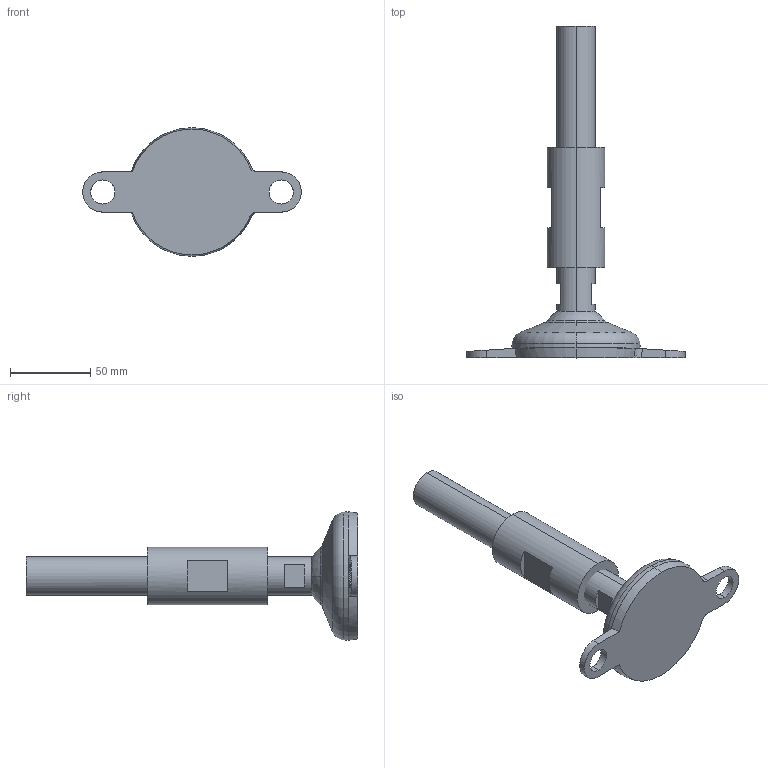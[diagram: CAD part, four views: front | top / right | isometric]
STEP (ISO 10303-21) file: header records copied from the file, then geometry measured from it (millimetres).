
FILE_DESCRIPTION (( 'STEP AP203' ), '1' );
FILE_NAME ('EHLFx2 - HLF82LC-M24-L175-R19.STEP', '2024-09-03T06:13:33', ( '' ), ( '' ), 'SwSTEP 2.0', 'SolidWorks 2024', '' );
FILE_SCHEMA (( 'CONFIG_CONTROL_DESIGN' ));
Length unit declared in the file: millimetre
Products named in the file (1): EHLFx2 - HLF82LC-M24-L175-R19
Bounding box: 136 x 206.5 x 80 mm (x, y, z)
Volume: 255136.6 mm3; surface area: 41163.6 mm2
Topology: 2 solids, 2 shells, 54 faces, 122 edges, 78 vertices
Faces by surface type: plane 24, cylinder 12, cone 8, torus 6, sphere 2, bspline 2
Entity records: 1683 total; most frequent: CARTESIAN_POINT 383, DIRECTION 268, ORIENTED_EDGE 244, EDGE_CURVE 122, AXIS2_PLACEMENT_3D 111, VERTEX_POINT 78, EDGE_LOOP 64, CIRCLE 58
